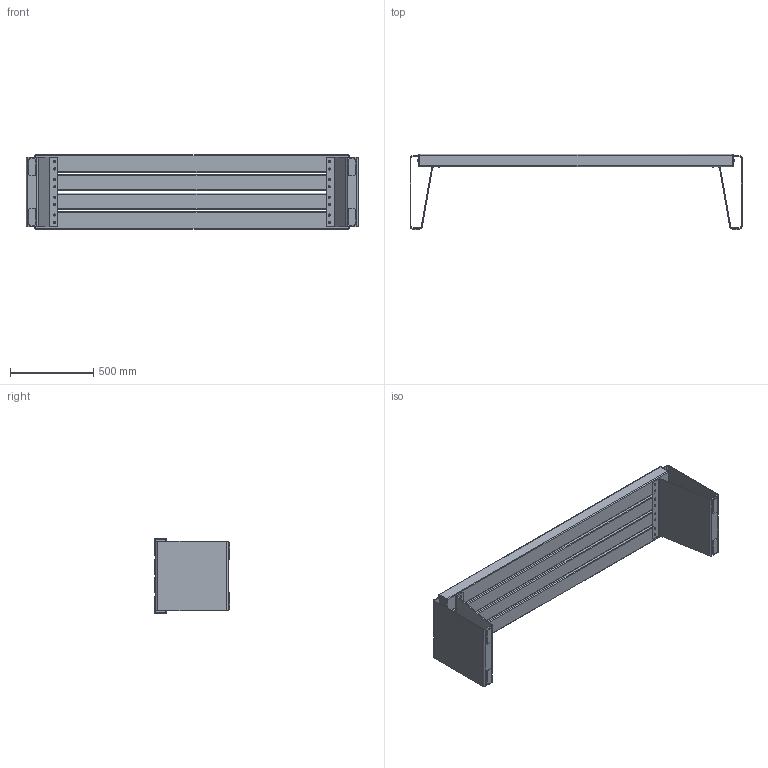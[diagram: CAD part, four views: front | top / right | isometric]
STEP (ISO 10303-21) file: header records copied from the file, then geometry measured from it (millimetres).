
FILE_DESCRIPTION(('FreeCAD Model'),'2;1');
FILE_NAME('Open CASCADE Shape Model','2025-05-01T01:04:04',('FreeCAD'),( 'FreeCAD'),'Open CASCADE STEP processor 7.6','FreeCAD','Unknown');
FILE_SCHEMA(('AUTOMOTIVE_DESIGN { 1 0 10303 214 1 1 1 1 }'));
Products named in the file (1): Open CASCADE STEP translator 7.6 1
Bounding box: 1992.7 x 451.63 x 447.55 mm (x, y, z)
Volume: 60649751.5 mm3; surface area: 4405942.8 mm2
Topology: 42 solids, 42 shells, 1268 faces, 3233 edges, 2088 vertices
Faces by surface type: bspline 1268
Entity records: 44456 total; most frequent: CARTESIAN_POINT 26601, ORIENTED_EDGE 6432, EDGE_CURVE 3216, VERTEX_POINT 2088, B_SPLINE_CURVE_WITH_KNOTS 1408, FACE_BOUND 1356, EDGE_LOOP 1356, ADVANCED_FACE 1268
